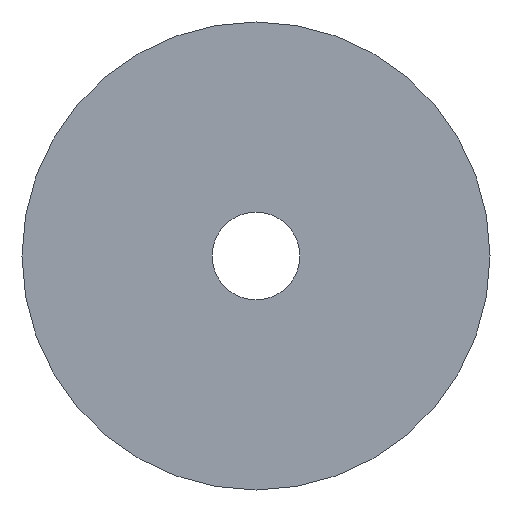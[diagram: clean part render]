
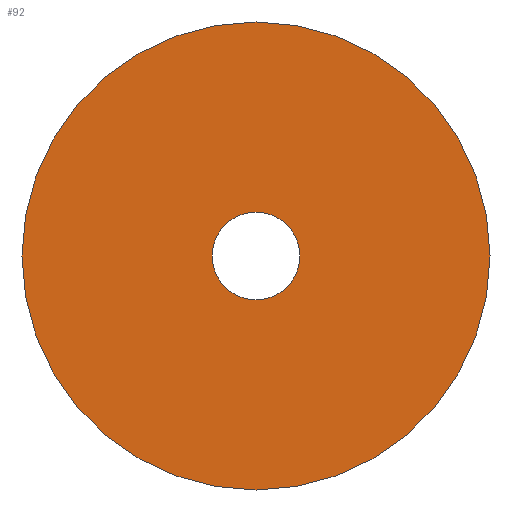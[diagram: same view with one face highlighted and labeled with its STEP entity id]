
A CAD part, front view. The second image highlights one B-rep face of the part: STEP entity #92.
In plain terms, the highlighted planar face has unit normal (0, -1, 0).
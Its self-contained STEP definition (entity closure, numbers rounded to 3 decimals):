
#29=ORIENTED_EDGE('',*,*,#43,.T.);
#30=ORIENTED_EDGE('',*,*,#41,.F.);
#41=EDGE_CURVE('',#48,#48,#55,.T.);
#43=EDGE_CURVE('',#50,#50,#57,.T.);
#48=VERTEX_POINT('',#162);
#50=VERTEX_POINT('',#167);
#55=CIRCLE('',#114,0.8);
#57=CIRCLE('',#117,0.15);
#64=EDGE_LOOP('',(#29));
#65=EDGE_LOOP('',(#30));
#78=FACE_BOUND('',#64,.T.);
#79=FACE_BOUND('',#65,.T.);
#89=PLANE('',#116);
#92=ADVANCED_FACE('',(#78,#79),#89,.T.);
#114=AXIS2_PLACEMENT_3D('',#161,#134,#135);
#116=AXIS2_PLACEMENT_3D('',#165,#138,#139);
#117=AXIS2_PLACEMENT_3D('',#166,#140,#141);
#134=DIRECTION('',(0.,1.,0.));
#135=DIRECTION('',(0.,0.,1.));
#138=DIRECTION('',(0.,-1.,0.));
#139=DIRECTION('',(0.,0.,-1.));
#140=DIRECTION('',(0.,1.,0.));
#141=DIRECTION('',(0.,0.,1.));
#161=CARTESIAN_POINT('',(0.,0.,0.));
#162=CARTESIAN_POINT('',(0.,0.,0.8));
#165=CARTESIAN_POINT('',(-0.8,0.,0.));
#166=CARTESIAN_POINT('',(0.,0.,0.));
#167=CARTESIAN_POINT('',(0.,0.,0.15));
